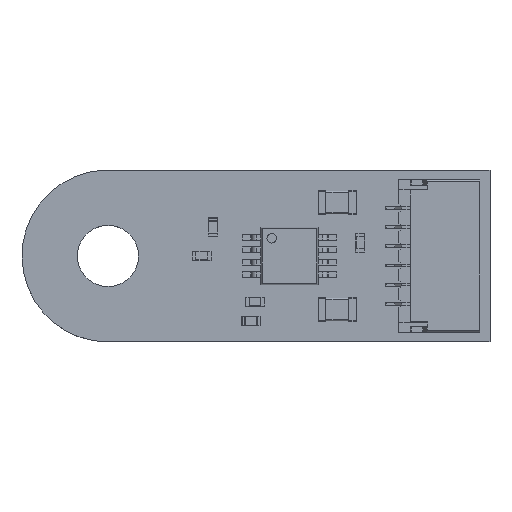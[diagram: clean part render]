
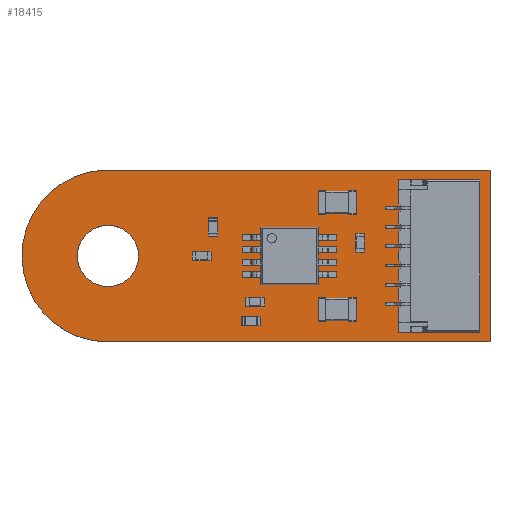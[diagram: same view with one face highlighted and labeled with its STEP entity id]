
A CAD part, top view. The second image highlights one B-rep face of the part: STEP entity #18415.
In plain terms, the highlighted planar face has unit normal (0, 0, 1).
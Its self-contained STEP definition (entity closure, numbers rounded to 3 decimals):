
#18282 = VERTEX_POINT('',#18283);
#18283 = CARTESIAN_POINT('',(24.5,0.,1.567));
#18289 = EDGE_CURVE('',#18282,#18290,#18292,.T.);
#18290 = VERTEX_POINT('',#18291);
#18291 = CARTESIAN_POINT('',(4.5,0.,1.567));
#18292 = LINE('',#18293,#18294);
#18293 = CARTESIAN_POINT('',(24.5,0.,1.567));
#18294 = VECTOR('',#18295,1.);
#18295 = DIRECTION('',(-1.,0.,0.));
#18322 = VERTEX_POINT('',#18323);
#18323 = CARTESIAN_POINT('',(24.5,9.,1.567));
#18329 = EDGE_CURVE('',#18322,#18282,#18330,.T.);
#18330 = LINE('',#18331,#18332);
#18331 = CARTESIAN_POINT('',(24.5,9.,1.567));
#18332 = VECTOR('',#18333,1.);
#18333 = DIRECTION('',(0.,-1.,0.));
#18351 = EDGE_CURVE('',#18290,#18352,#18354,.T.);
#18352 = VERTEX_POINT('',#18353);
#18353 = CARTESIAN_POINT('',(4.286,8.997,1.567));
#18354 = CIRCLE('',#18355,4.501);
#18355 = AXIS2_PLACEMENT_3D('',#18356,#18357,#18358);
#18356 = CARTESIAN_POINT('',(4.499,4.501,1.567));
#18357 = DIRECTION('',(0.,0.,-1.));
#18358 = DIRECTION('',(0.,-1.,0.));
#18415 = ADVANCED_FACE('',(#18416,#18435),#18446,.T.);
#18416 = FACE_BOUND('',#18417,.T.);
#18417 = EDGE_LOOP('',(#18418,#18419,#18420,#18428,#18434));
#18418 = ORIENTED_EDGE('',*,*,#18289,.F.);
#18419 = ORIENTED_EDGE('',*,*,#18329,.F.);
#18420 = ORIENTED_EDGE('',*,*,#18421,.F.);
#18421 = EDGE_CURVE('',#18422,#18322,#18424,.T.);
#18422 = VERTEX_POINT('',#18423);
#18423 = CARTESIAN_POINT('',(4.5,9.,1.567));
#18424 = LINE('',#18425,#18426);
#18425 = CARTESIAN_POINT('',(4.5,9.,1.567));
#18426 = VECTOR('',#18427,1.);
#18427 = DIRECTION('',(1.,0.,0.));
#18428 = ORIENTED_EDGE('',*,*,#18429,.F.);
#18429 = EDGE_CURVE('',#18352,#18422,#18430,.T.);
#18430 = LINE('',#18431,#18432);
#18431 = CARTESIAN_POINT('',(4.286,8.997,1.567));
#18432 = VECTOR('',#18433,1.);
#18433 = DIRECTION('',(1.,0.012,0.));
#18434 = ORIENTED_EDGE('',*,*,#18351,.F.);
#18435 = FACE_BOUND('',#18436,.T.);
#18436 = EDGE_LOOP('',(#18437));
#18437 = ORIENTED_EDGE('',*,*,#18438,.T.);
#18438 = EDGE_CURVE('',#18439,#18439,#18441,.T.);
#18439 = VERTEX_POINT('',#18440);
#18440 = CARTESIAN_POINT('',(4.5,2.9,1.567));
#18441 = CIRCLE('',#18442,1.6);
#18442 = AXIS2_PLACEMENT_3D('',#18443,#18444,#18445);
#18443 = CARTESIAN_POINT('',(4.5,4.5,1.567));
#18444 = DIRECTION('',(-0.,0.,-1.));
#18445 = DIRECTION('',(-0.,-1.,0.));
#18446 = PLANE('',#18447);
#18447 = AXIS2_PLACEMENT_3D('',#18448,#18449,#18450);
#18448 = CARTESIAN_POINT('',(0.,0.,1.567));
#18449 = DIRECTION('',(0.,0.,1.));
#18450 = DIRECTION('',(1.,0.,-0.));
